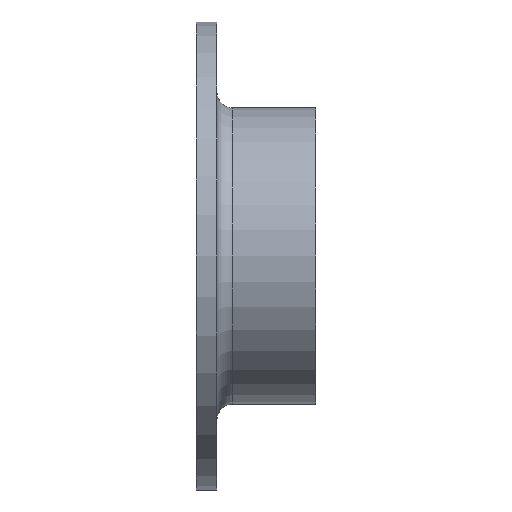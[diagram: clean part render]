
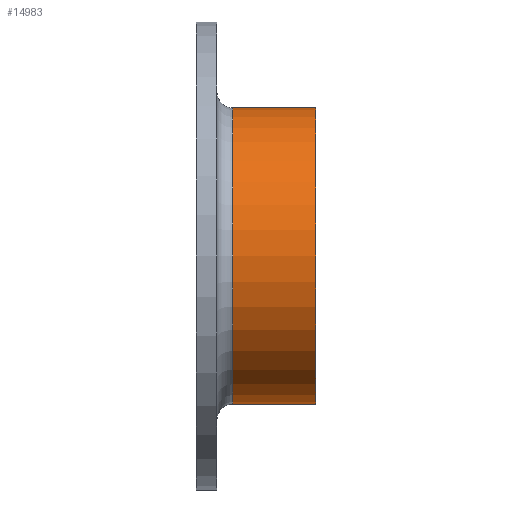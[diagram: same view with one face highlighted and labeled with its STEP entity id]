
A CAD part, front view. The second image highlights one B-rep face of the part: STEP entity #14983.
In plain terms, the highlighted cylindrical face has radius 28.5 mm (diameter 57 mm), a full revolution.
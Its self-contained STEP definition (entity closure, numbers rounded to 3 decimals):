
#182 = FACE_OUTER_BOUND ( 'NONE', #7188, .T. ) ;
#660 = VERTEX_POINT ( 'NONE', #4283 ) ;
#681 = CIRCLE ( 'NONE', #4594, 28.5 ) ;
#758 = CIRCLE ( 'NONE', #9390, 28.5 ) ;
#886 = CARTESIAN_POINT ( 'NONE',  ( 23., 0., 28.5 ) ) ;
#2155 = ORIENTED_EDGE ( 'NONE', *, *, #7148, .T. ) ;
#2972 = VERTEX_POINT ( 'NONE', #886 ) ;
#3047 = CARTESIAN_POINT ( 'NONE',  ( 23., 0., 0. ) ) ;
#3511 = CYLINDRICAL_SURFACE ( 'NONE', #8765, 28.5 ) ;
#3645 = CARTESIAN_POINT ( 'NONE',  ( 0., 0., 0. ) ) ;
#3738 = CARTESIAN_POINT ( 'NONE',  ( 7., 0., 0. ) ) ;
#4194 = EDGE_LOOP ( 'NONE', ( #2155 ) ) ;
#4283 = CARTESIAN_POINT ( 'NONE',  ( 7., 0., 28.5 ) ) ;
#4594 = AXIS2_PLACEMENT_3D ( 'NONE', #3738, #10928, #11080 ) ;
#7148 = EDGE_CURVE ( 'NONE', #660, #660, #681, .T. ) ;
#7188 = EDGE_LOOP ( 'NONE', ( #10407 ) ) ;
#8306 = FACE_OUTER_BOUND ( 'NONE', #4194, .T. ) ;
#8389 = DIRECTION ( 'NONE',  ( -1., 0., 0. ) ) ;
#8765 = AXIS2_PLACEMENT_3D ( 'NONE', #3645, #8389, #13065 ) ;
#9390 = AXIS2_PLACEMENT_3D ( 'NONE', #3047, #14705, #12149 ) ;
#10407 = ORIENTED_EDGE ( 'NONE', *, *, #12611, .T. ) ;
#10928 = DIRECTION ( 'NONE',  ( 1., 0., 0. ) ) ;
#11080 = DIRECTION ( 'NONE',  ( 0., 0., 1. ) ) ;
#12149 = DIRECTION ( 'NONE',  ( 0., 0., 1. ) ) ;
#12611 = EDGE_CURVE ( 'NONE', #2972, #2972, #758, .T. ) ;
#13065 = DIRECTION ( 'NONE',  ( 0., 0., 1. ) ) ;
#14705 = DIRECTION ( 'NONE',  ( -1., 0., 0. ) ) ;
#14983 = ADVANCED_FACE ( 'NONE', ( #8306, #182 ), #3511, .T. ) ;
